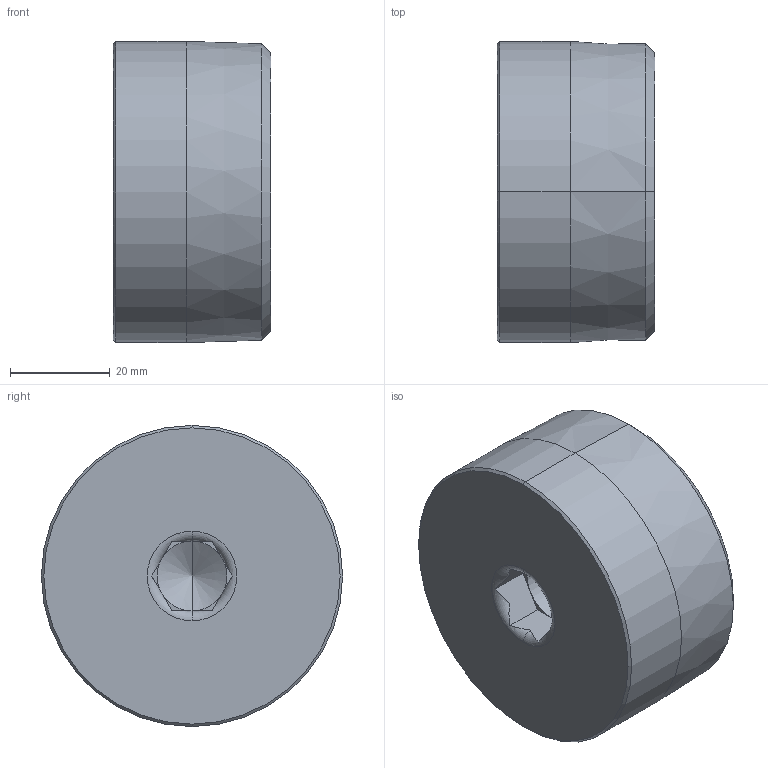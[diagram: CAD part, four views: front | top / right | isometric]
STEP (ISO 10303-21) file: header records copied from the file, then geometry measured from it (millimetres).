
FILE_DESCRIPTION (( 'STEP AP203' ), '1' );
FILE_NAME ('747DAT6.STEP', '2016-09-28T08:07:25', ( '' ), ( '' ), 'SwSTEP 2.0', 'SolidWorks 2014', '' );
FILE_SCHEMA (( 'CONFIG_CONTROL_DESIGN' ));
Length unit declared in the file: millimetre
Products named in the file (1): 747DAT6
Bounding box: 31.7 x 60.5 x 60.5 mm (x, y, z)
Volume: 87612 mm3; surface area: 12001.5 mm2
Topology: 1 solids, 1 shells, 28 faces, 66 edges, 39 vertices
Faces by surface type: plane 14, cone 8, cylinder 4, torus 2
Entity records: 919 total; most frequent: CARTESIAN_POINT 216, DIRECTION 132, ORIENTED_EDGE 128, EDGE_CURVE 64, AXIS2_PLACEMENT_3D 51, VERTEX_POINT 39, LINE 30, VECTOR 30
